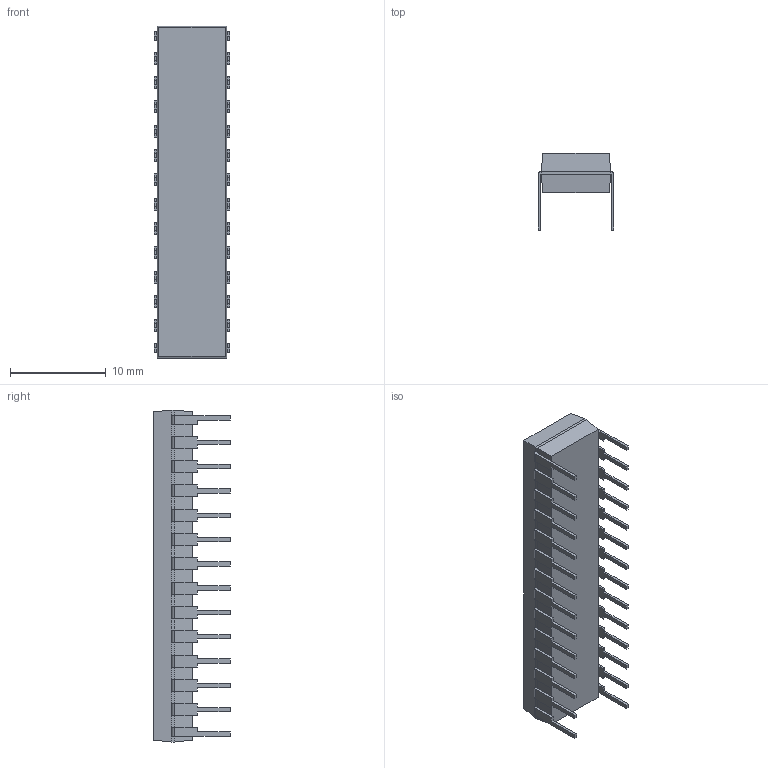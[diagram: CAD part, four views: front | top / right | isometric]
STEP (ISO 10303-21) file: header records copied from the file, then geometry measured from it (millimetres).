
FILE_DESCRIPTION (( 'STEP AP214' ), '1' );
FILE_NAME ('ATMEGA328-PU.STEP', '2021-03-23T18:42:40', ( '' ), ( '' ), 'SwSTEP 2.0', 'SolidWorks 2017', '' );
FILE_SCHEMA (( 'AUTOMOTIVE_DESIGN' ));
Length unit declared in the file: millimetre
Products named in the file (1): ATMEGA328-PU
Bounding box: 7.9 x 8 x 34.67 mm (x, y, z)
Volume: 1034.6 mm3; surface area: 1198.1 mm2
Topology: 30 solids, 30 shells, 408 faces, 1033 edges, 686 vertices
Faces by surface type: plane 346, cylinder 62
Entity records: 12412 total; most frequent: CARTESIAN_POINT 2134, ORIENTED_EDGE 2066, DIRECTION 1973, EDGE_CURVE 1033, LINE 907, VECTOR 907, VERTEX_POINT 686, AXIS2_PLACEMENT_3D 533
